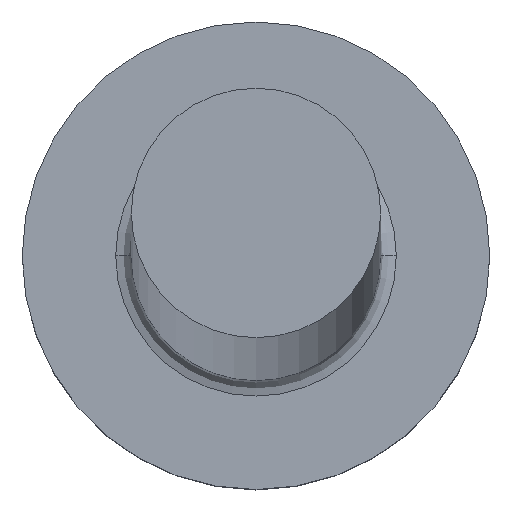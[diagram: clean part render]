
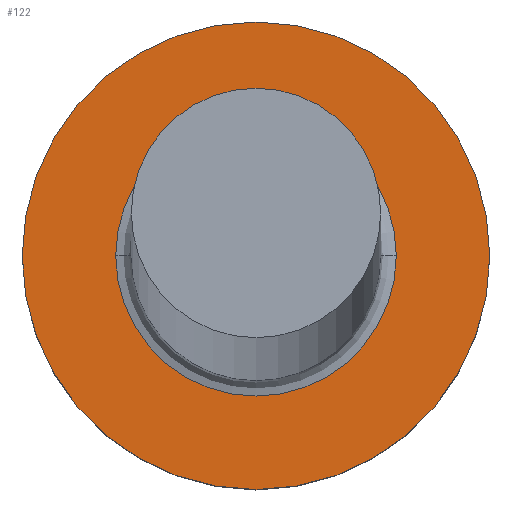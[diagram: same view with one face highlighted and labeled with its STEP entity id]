
A CAD part, top view. The second image highlights one B-rep face of the part: STEP entity #122.
In plain terms, the highlighted planar face has unit normal (0, 0, 1).
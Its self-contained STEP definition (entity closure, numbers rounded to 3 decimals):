
#2 = CIRCLE ( 'NONE', #64, 1.8 ) ;
#9 = EDGE_CURVE ( 'NONE', #255, #144, #227, .T. ) ;
#34 = EDGE_CURVE ( 'NONE', #297, #276, #199, .T. ) ;
#44 = DIRECTION ( 'NONE',  ( 1., 0., 0. ) ) ;
#59 = ORIENTED_EDGE ( 'NONE', *, *, #9, .T. ) ;
#64 = AXIS2_PLACEMENT_3D ( 'NONE', #115, #291, #164 ) ;
#70 = PLANE ( 'NONE',  #78 ) ;
#74 = EDGE_CURVE ( 'NONE', #144, #255, #2, .T. ) ;
#78 = AXIS2_PLACEMENT_3D ( 'NONE', #299, #173, #147 ) ;
#84 = AXIS2_PLACEMENT_3D ( 'NONE', #108, #286, #149 ) ;
#90 = CIRCLE ( 'NONE', #84, 3. ) ;
#108 = CARTESIAN_POINT ( 'NONE',  ( 0., 0., 3. ) ) ;
#115 = CARTESIAN_POINT ( 'NONE',  ( 0., 0., 3. ) ) ;
#122 = ADVANCED_FACE ( 'NONE', ( #184, #275 ), #70, .T. ) ;
#123 = ORIENTED_EDGE ( 'NONE', *, *, #34, .T. ) ;
#126 = CARTESIAN_POINT ( 'NONE',  ( 1.8, 0., 3. ) ) ;
#139 = DIRECTION ( 'NONE',  ( 0., 0., 1. ) ) ;
#144 = VERTEX_POINT ( 'NONE', #126 ) ;
#147 = DIRECTION ( 'NONE',  ( 1., 0., 0. ) ) ;
#149 = DIRECTION ( 'NONE',  ( 1., 0., 0. ) ) ;
#164 = DIRECTION ( 'NONE',  ( 1., 0., 0. ) ) ;
#166 = DIRECTION ( 'NONE',  ( 1., 0., 0. ) ) ;
#173 = DIRECTION ( 'NONE',  ( 0., 0., 1. ) ) ;
#177 = ORIENTED_EDGE ( 'NONE', *, *, #256, .T. ) ;
#183 = CARTESIAN_POINT ( 'NONE',  ( 0., 0., 3. ) ) ;
#184 = FACE_BOUND ( 'NONE', #216, .T. ) ;
#199 = CIRCLE ( 'NONE', #222, 3. ) ;
#214 = AXIS2_PLACEMENT_3D ( 'NONE', #228, #294, #44 ) ;
#216 = EDGE_LOOP ( 'NONE', ( #289, #59 ) ) ;
#222 = AXIS2_PLACEMENT_3D ( 'NONE', #183, #139, #166 ) ;
#227 = CIRCLE ( 'NONE', #214, 1.8 ) ;
#228 = CARTESIAN_POINT ( 'NONE',  ( 0., 0., 3. ) ) ;
#233 = CARTESIAN_POINT ( 'NONE',  ( 3., 0., 3. ) ) ;
#241 = EDGE_LOOP ( 'NONE', ( #177, #123 ) ) ;
#255 = VERTEX_POINT ( 'NONE', #283 ) ;
#256 = EDGE_CURVE ( 'NONE', #276, #297, #90, .T. ) ;
#260 = CARTESIAN_POINT ( 'NONE',  ( -3., 0., 3. ) ) ;
#275 = FACE_OUTER_BOUND ( 'NONE', #241, .T. ) ;
#276 = VERTEX_POINT ( 'NONE', #260 ) ;
#283 = CARTESIAN_POINT ( 'NONE',  ( -1.8, 0., 3. ) ) ;
#286 = DIRECTION ( 'NONE',  ( 0., 0., 1. ) ) ;
#289 = ORIENTED_EDGE ( 'NONE', *, *, #74, .T. ) ;
#291 = DIRECTION ( 'NONE',  ( 0., 0., -1. ) ) ;
#294 = DIRECTION ( 'NONE',  ( 0., 0., -1. ) ) ;
#297 = VERTEX_POINT ( 'NONE', #233 ) ;
#299 = CARTESIAN_POINT ( 'NONE',  ( 0., 0., 3. ) ) ;
